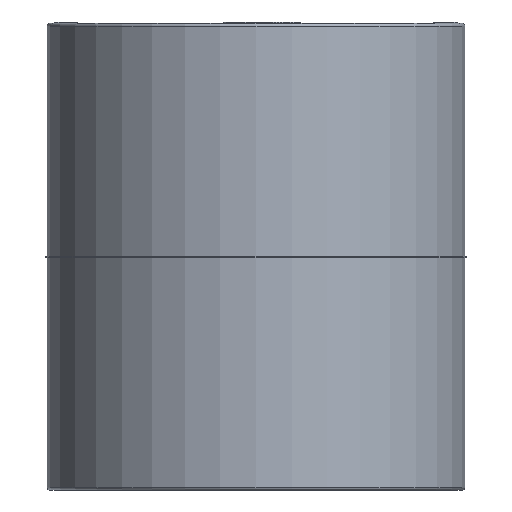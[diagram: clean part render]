
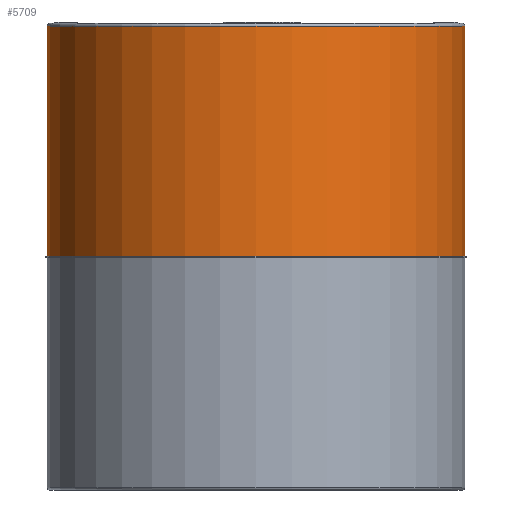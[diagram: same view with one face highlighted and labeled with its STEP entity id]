
A CAD part, front view. The second image highlights one B-rep face of the part: STEP entity #5709.
In plain terms, the highlighted cylindrical face has radius 30 mm (diameter 60 mm), a full revolution.
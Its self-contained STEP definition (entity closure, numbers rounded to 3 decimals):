
#196=CYLINDRICAL_SURFACE('',#6055,30.);
#368=LINE('',#8167,#871);
#871=VECTOR('',#6342,30.25);
#1732=FACE_OUTER_BOUND('',#2079,.T.);
#2079=EDGE_LOOP('',(#4181,#4182,#4183,#4184,#4185));
#2414=CIRCLE('',#6049,30.);
#2417=CIRCLE('',#6052,30.);
#2419=CIRCLE('',#6056,30.);
#2442=VERTEX_POINT('',#7083);
#2443=VERTEX_POINT('',#7084);
#2697=VERTEX_POINT('',#8166);
#3034=EDGE_CURVE('',#2442,#2443,#2414,.T.);
#3037=EDGE_CURVE('',#2443,#2442,#2417,.T.);
#3290=EDGE_CURVE('',#2442,#2697,#368,.T.);
#3291=EDGE_CURVE('',#2697,#2697,#2419,.F.);
#4181=ORIENTED_EDGE('',*,*,#3034,.F.);
#4182=ORIENTED_EDGE('',*,*,#3290,.T.);
#4183=ORIENTED_EDGE('',*,*,#3291,.T.);
#4184=ORIENTED_EDGE('',*,*,#3290,.F.);
#4185=ORIENTED_EDGE('',*,*,#3037,.F.);
#5709=ADVANCED_FACE('',(#1732),#196,.T.);
#6049=AXIS2_PLACEMENT_3D('',#7085,#6228,#6229);
#6052=AXIS2_PLACEMENT_3D('',#7089,#6234,#6235);
#6055=AXIS2_PLACEMENT_3D('',#8165,#6340,#6341);
#6056=AXIS2_PLACEMENT_3D('',#8168,#6343,#6344);
#6228=DIRECTION('center_axis',(0.,0.,1.));
#6229=DIRECTION('ref_axis',(1.,0.,0.));
#6234=DIRECTION('center_axis',(0.,0.,1.));
#6235=DIRECTION('ref_axis',(1.,0.,0.));
#6340=DIRECTION('center_axis',(0.,0.,1.));
#6341=DIRECTION('ref_axis',(1.,0.,0.));
#6342=DIRECTION('',(0.,0.,-1.));
#6343=DIRECTION('center_axis',(0.,0.,-1.));
#6344=DIRECTION('ref_axis',(1.,0.,0.));
#7083=CARTESIAN_POINT('',(-30.,0.,66.6));
#7084=CARTESIAN_POINT('',(30.,0.,66.6));
#7085=CARTESIAN_POINT('Origin',(0.,0.,66.6));
#7089=CARTESIAN_POINT('Origin',(0.,0.,66.6));
#8165=CARTESIAN_POINT('Origin',(0.,0.,0.));
#8166=CARTESIAN_POINT('',(-30.,0.,33.6));
#8167=CARTESIAN_POINT('',(-30.,0.,0.));
#8168=CARTESIAN_POINT('Origin',(0.,0.,33.6));
